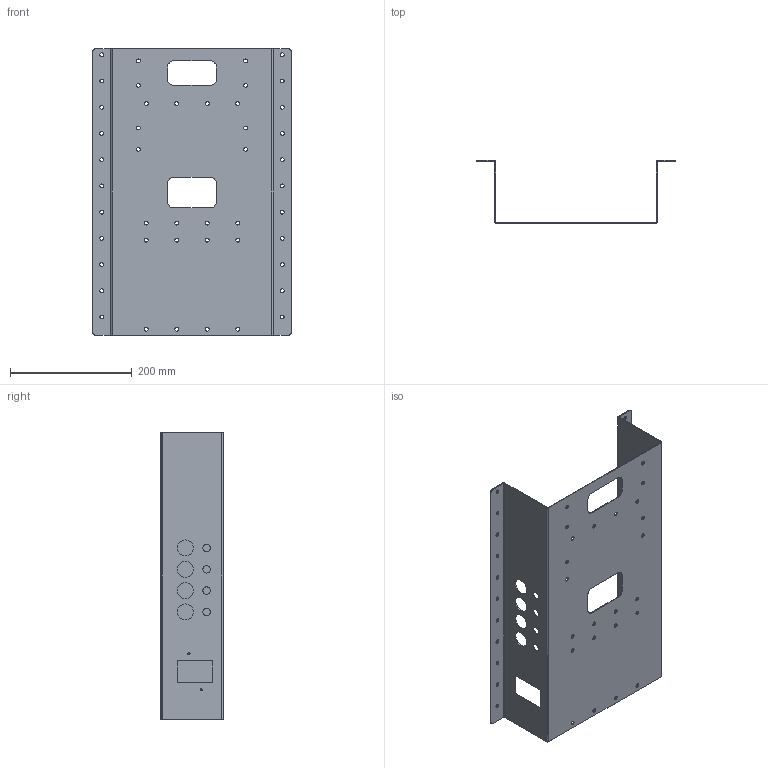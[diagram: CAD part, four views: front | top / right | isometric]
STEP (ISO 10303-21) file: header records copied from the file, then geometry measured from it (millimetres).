
FILE_DESCRIPTION(/* description */ (''),/* implementation_level */ '2;1');
FILE_NAME(/* name */ 'CheepOutdoorMoblieRobot-BasePlate v36.step',/* time_stamp */ '2023-03-23T22:20:24+09:00',/* author */ (''),/* organization */ (''),/* preprocessor_version */ 'ST-DEVELOPER v19.2',/* originating_system */ 'Autodesk Translation Framework v11.17.0.187',/* authorisation */ '');
FILE_SCHEMA (('AUTOMOTIVE_DESIGN { 1 0 10303 214 3 1 1 }'));
Length unit declared in the file: millimetre
Products named in the file (1): CheepOutdoorMoblieRobot-BasePlate
Bounding box: 326 x 103 x 470 mm (x, y, z)
Volume: 350968 mm3; surface area: 474039.2 mm2
Topology: 1 solids, 1 shells, 102 faces, 300 edges, 200 vertices
Faces by surface type: cylinder 76, plane 26
Full cylindrical faces by diameter (mm): 3.5 x2, 6.3 x46, 12.3 x4, 26.3 x4
Entity records: 3745 total; most frequent: DIRECTION 658, CARTESIAN_POINT 603, ORIENTED_EDGE 600, EDGE_CURVE 300, AXIS2_PLACEMENT_3D 255, EDGE_LOOP 220, VERTEX_POINT 200, CIRCLE 152
